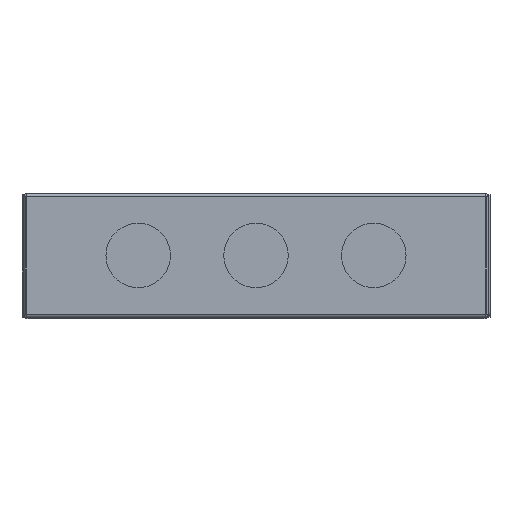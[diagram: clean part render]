
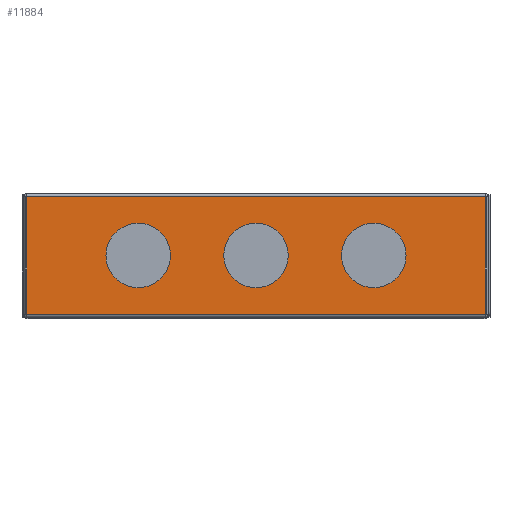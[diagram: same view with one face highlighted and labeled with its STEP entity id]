
A CAD part, top view. The second image highlights one B-rep face of the part: STEP entity #11884.
In plain terms, the highlighted planar face has unit normal (0, 0, 1).
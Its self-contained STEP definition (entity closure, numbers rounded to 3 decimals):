
#9309=DIRECTION('',(-1.,0.,0.));
#9310=VECTOR('',#9309,369.3);
#9311=CARTESIAN_POINT('',(134.65,47.5,408.863));
#9312=LINE('',#9311,#9310);
#9323=CARTESIAN_POINT('',(-145.,0.,408.863));
#9324=DIRECTION('',(0.,0.,1.));
#9325=DIRECTION('',(1.,0.,0.));
#9326=AXIS2_PLACEMENT_3D('',#9323,#9324,#9325);
#9331=CARTESIAN_POINT('',(-145.,0.,408.863));
#9332=DIRECTION('',(0.,0.,1.));
#9333=DIRECTION('',(-1.,0.,0.));
#9334=AXIS2_PLACEMENT_3D('',#9331,#9332,#9333);
#9339=CARTESIAN_POINT('',(-50.,0.,408.863));
#9340=DIRECTION('',(0.,0.,1.));
#9341=DIRECTION('',(1.,0.,0.));
#9342=AXIS2_PLACEMENT_3D('',#9339,#9340,#9341);
#9347=CARTESIAN_POINT('',(-50.,0.,408.863));
#9348=DIRECTION('',(0.,0.,1.));
#9349=DIRECTION('',(-1.,0.,0.));
#9350=AXIS2_PLACEMENT_3D('',#9347,#9348,#9349);
#9355=CARTESIAN_POINT('',(45.,0.,408.863));
#9356=DIRECTION('',(0.,0.,1.));
#9357=DIRECTION('',(1.,0.,0.));
#9358=AXIS2_PLACEMENT_3D('',#9355,#9356,#9357);
#9363=CARTESIAN_POINT('',(45.,0.,408.863));
#9364=DIRECTION('',(0.,0.,1.));
#9365=DIRECTION('',(-1.,0.,0.));
#9366=AXIS2_PLACEMENT_3D('',#9363,#9364,#9365);
#9378=DIRECTION('',(1.,0.,0.));
#9379=VECTOR('',#9378,369.3);
#9380=CARTESIAN_POINT('',(-234.65,-47.5,408.863));
#9381=LINE('',#9380,#9379);
#9416=DIRECTION('',(0.,-1.,0.));
#9417=VECTOR('',#9416,95.);
#9418=CARTESIAN_POINT('',(-234.65,47.5,408.863));
#9419=LINE('',#9418,#9417);
#10059=DIRECTION('',(0.,1.,0.));
#10060=VECTOR('',#10059,95.);
#10061=CARTESIAN_POINT('',(134.65,-47.5,408.863));
#10062=LINE('',#10061,#10060);
#10841=CARTESIAN_POINT('',(-234.65,47.5,408.863));
#10842=VERTEX_POINT('',#10841);
#10843=CARTESIAN_POINT('',(-234.65,-47.5,408.863));
#10844=VERTEX_POINT('',#10843);
#10845=CARTESIAN_POINT('',(134.65,47.5,408.863));
#10846=VERTEX_POINT('',#10845);
#10847=CARTESIAN_POINT('',(134.65,-47.5,408.863));
#10848=VERTEX_POINT('',#10847);
#11060=CARTESIAN_POINT('',(-119.,0.,408.863));
#11061=CARTESIAN_POINT('',(-171.,0.,408.863));
#11062=VERTEX_POINT('',#11060);
#11063=VERTEX_POINT('',#11061);
#11064=CARTESIAN_POINT('',(-24.,0.,408.863));
#11065=CARTESIAN_POINT('',(-76.,0.,408.863));
#11066=VERTEX_POINT('',#11064);
#11067=VERTEX_POINT('',#11065);
#11068=CARTESIAN_POINT('',(71.,0.,408.863));
#11069=CARTESIAN_POINT('',(19.,0.,408.863));
#11070=VERTEX_POINT('',#11068);
#11071=VERTEX_POINT('',#11069);
#11852=CARTESIAN_POINT('',(0.,0.,
408.863));
#11853=DIRECTION('',(0.,0.,1.));
#11854=DIRECTION('',(1.,0.,0.));
#11855=AXIS2_PLACEMENT_3D('',#11852,#11853,#11854);
#11856=PLANE('',#11855);
#11858=ORIENTED_EDGE('',*,*,#11857,.F.);
#11860=ORIENTED_EDGE('',*,*,#11859,.F.);
#11861=ORIENTED_EDGE('',*,*,#11835,.F.);
#11863=ORIENTED_EDGE('',*,*,#11862,.F.);
#11864=EDGE_LOOP('',(#11858,#11860,#11861,#11863));
#11865=FACE_OUTER_BOUND('',#11864,.F.);
#11867=ORIENTED_EDGE('',*,*,#11866,.T.);
#11869=ORIENTED_EDGE('',*,*,#11868,.T.);
#11870=EDGE_LOOP('',(#11867,#11869));
#11871=FACE_BOUND('',#11870,.F.);
#11873=ORIENTED_EDGE('',*,*,#11872,.T.);
#11875=ORIENTED_EDGE('',*,*,#11874,.T.);
#11876=EDGE_LOOP('',(#11873,#11875));
#11877=FACE_BOUND('',#11876,.F.);
#11879=ORIENTED_EDGE('',*,*,#11878,.T.);
#11881=ORIENTED_EDGE('',*,*,#11880,.T.);
#11882=EDGE_LOOP('',(#11879,#11881));
#11883=FACE_BOUND('',#11882,.F.);
#9327=CIRCLE('',#9326,26.);
#9335=CIRCLE('',#9334,26.);
#9343=CIRCLE('',#9342,26.);
#9351=CIRCLE('',#9350,26.);
#9359=CIRCLE('',#9358,26.);
#9367=CIRCLE('',#9366,26.);
#11835=EDGE_CURVE('',#10846,#10842,#9312,.T.);
#11857=EDGE_CURVE('',#10844,#10848,#9381,.T.);
#11859=EDGE_CURVE('',#10842,#10844,#9419,.T.);
#11862=EDGE_CURVE('',#10848,#10846,#10062,.T.);
#11866=EDGE_CURVE('',#11062,#11063,#9327,.T.);
#11868=EDGE_CURVE('',#11063,#11062,#9335,.T.);
#11872=EDGE_CURVE('',#11066,#11067,#9343,.T.);
#11874=EDGE_CURVE('',#11067,#11066,#9351,.T.);
#11878=EDGE_CURVE('',#11070,#11071,#9359,.T.);
#11880=EDGE_CURVE('',#11071,#11070,#9367,.T.);
#11884=ADVANCED_FACE('',(#11865,#11871,#11877,#11883),#11856,.T.);
